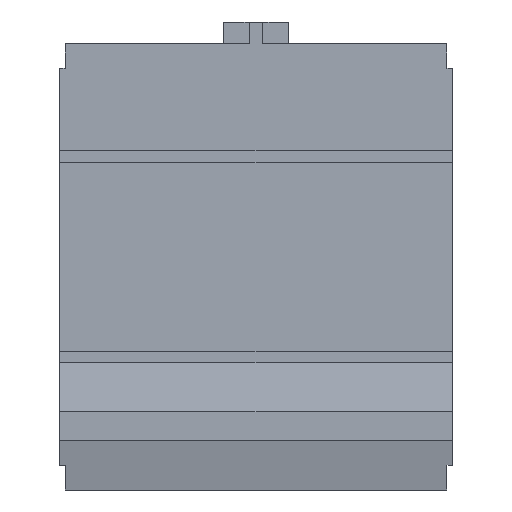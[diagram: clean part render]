
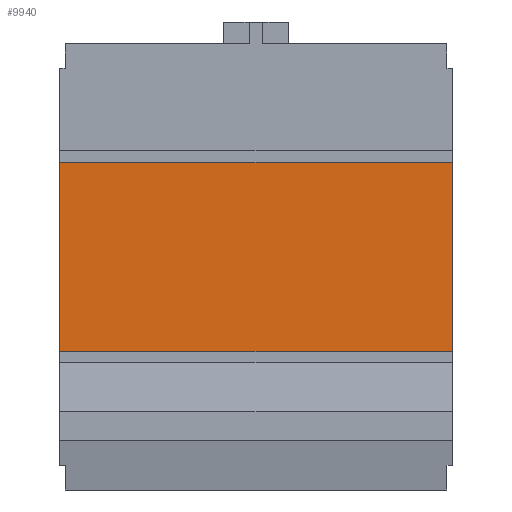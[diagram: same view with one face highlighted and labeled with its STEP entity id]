
A CAD part, front view. The second image highlights one B-rep face of the part: STEP entity #9940.
In plain terms, the highlighted planar face has unit normal (0, -1, 0).
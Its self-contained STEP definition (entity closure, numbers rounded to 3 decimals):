
#810 = EDGE_CURVE ( 'NONE', #24408, #21102, #3496, .T. ) ;
#1367 = VERTEX_POINT ( 'NONE', #24962 ) ;
#2548 = LINE ( 'NONE', #20398, #15771 ) ;
#2687 = ORIENTED_EDGE ( 'NONE', *, *, #11982, .F. ) ;
#2802 = CARTESIAN_POINT ( 'NONE',  ( 0., 5.3, -21.7 ) ) ;
#3496 = LINE ( 'NONE', #8909, #8026 ) ;
#5018 = EDGE_LOOP ( 'NONE', ( #15393, #2687, #25496, #22917 ) ) ;
#5026 = DIRECTION ( 'NONE',  ( 0., 0., -1. ) ) ;
#5525 = VECTOR ( 'NONE', #6859, 1000. ) ;
#5663 = VECTOR ( 'NONE', #5026, 1000. ) ;
#5862 = CARTESIAN_POINT ( 'NONE',  ( 36., 5.3, -21.7 ) ) ;
#6213 = CARTESIAN_POINT ( 'NONE',  ( 36., 5.3, -58.5 ) ) ;
#6859 = DIRECTION ( 'NONE',  ( -1., 0., 0. ) ) ;
#8026 = VECTOR ( 'NONE', #19146, 1000. ) ;
#8909 = CARTESIAN_POINT ( 'NONE',  ( 36., 5.3, -21.7 ) ) ;
#9940 = ADVANCED_FACE ( 'NONE', ( #13423 ), #23651, .F. ) ;
#10165 = AXIS2_PLACEMENT_3D ( 'NONE', #5862, #16131, #24798 ) ;
#10323 = DIRECTION ( 'NONE',  ( 0., 0., 1. ) ) ;
#11982 = EDGE_CURVE ( 'NONE', #22940, #1367, #29241, .T. ) ;
#13423 = FACE_OUTER_BOUND ( 'NONE', #5018, .T. ) ;
#15393 = ORIENTED_EDGE ( 'NONE', *, *, #29586, .F. ) ;
#15771 = VECTOR ( 'NONE', #10323, 1000. ) ;
#16131 = DIRECTION ( 'NONE',  ( 0., 1., 0. ) ) ;
#19146 = DIRECTION ( 'NONE',  ( 1., 0., 0. ) ) ;
#20398 = CARTESIAN_POINT ( 'NONE',  ( 0., 5.3, 0. ) ) ;
#21102 = VERTEX_POINT ( 'NONE', #29627 ) ;
#21402 = EDGE_CURVE ( 'NONE', #21102, #22940, #22650, .T. ) ;
#22650 = LINE ( 'NONE', #25367, #5663 ) ;
#22917 = ORIENTED_EDGE ( 'NONE', *, *, #810, .F. ) ;
#22940 = VERTEX_POINT ( 'NONE', #24580 ) ;
#23651 = PLANE ( 'NONE',  #10165 ) ;
#24408 = VERTEX_POINT ( 'NONE', #2802 ) ;
#24580 = CARTESIAN_POINT ( 'NONE',  ( 72., 5.3, -58.5 ) ) ;
#24798 = DIRECTION ( 'NONE',  ( 0., 0., 1. ) ) ;
#24962 = CARTESIAN_POINT ( 'NONE',  ( 0., 5.3, -58.5 ) ) ;
#25367 = CARTESIAN_POINT ( 'NONE',  ( 72., 5.3, -21.7 ) ) ;
#25496 = ORIENTED_EDGE ( 'NONE', *, *, #21402, .F. ) ;
#29241 = LINE ( 'NONE', #6213, #5525 ) ;
#29586 = EDGE_CURVE ( 'NONE', #1367, #24408, #2548, .T. ) ;
#29627 = CARTESIAN_POINT ( 'NONE',  ( 72., 5.3, -21.7 ) ) ;
